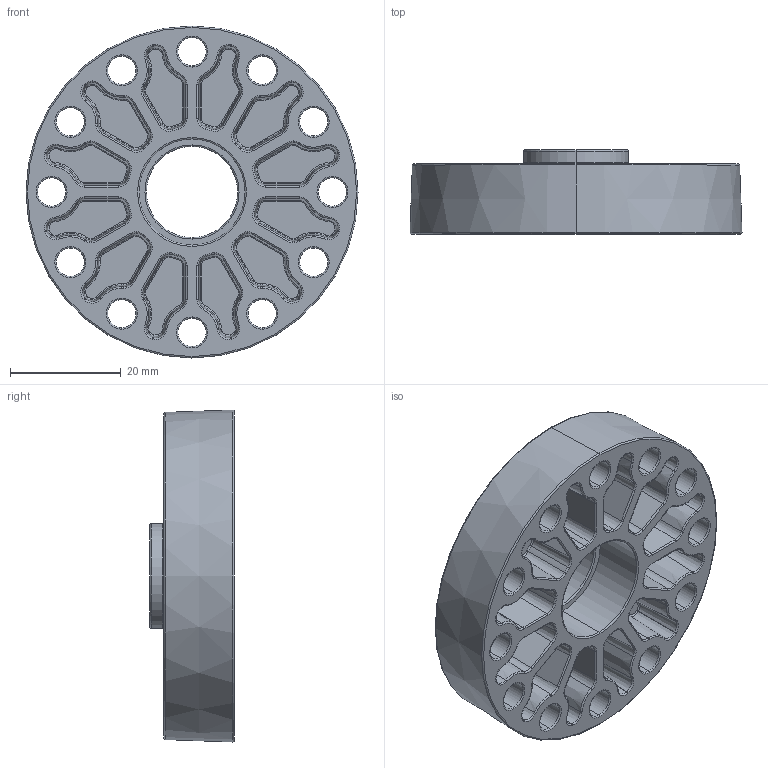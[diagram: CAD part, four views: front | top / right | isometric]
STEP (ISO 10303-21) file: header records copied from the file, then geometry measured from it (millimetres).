
FILE_DESCRIPTION (( 'STEP AP214' ), '1' );
FILE_NAME ('am-5263 CIM Style Motor Spacer 500 Thick.STEP', '2024-01-04T16:18:49', ( '' ), ( '' ), 'SwSTEP 2.0', 'SolidWorks 2024', '' );
FILE_SCHEMA (( 'AUTOMOTIVE_DESIGN' ));
Length unit declared in the file: inch
Products named in the file (1): am-5263 CIM Style Motor Spacer 500 Thick
Bounding box: 60.05 x 15.24 x 60.05 mm (x, y, z)
Volume: 20534.1 mm3; surface area: 14390.3 mm2
Topology: 1 solids, 1 shells, 596 faces, 1362 edges, 782 vertices
Faces by surface type: torus 338, cone 140, cylinder 78, plane 40
Entity records: 17053 total; most frequent: DIRECTION 3628, CARTESIAN_POINT 2741, ORIENTED_EDGE 2724, AXIS2_PLACEMENT_3D 1669, EDGE_CURVE 1362, CIRCLE 1072, VERTEX_POINT 782, EDGE_LOOP 636
